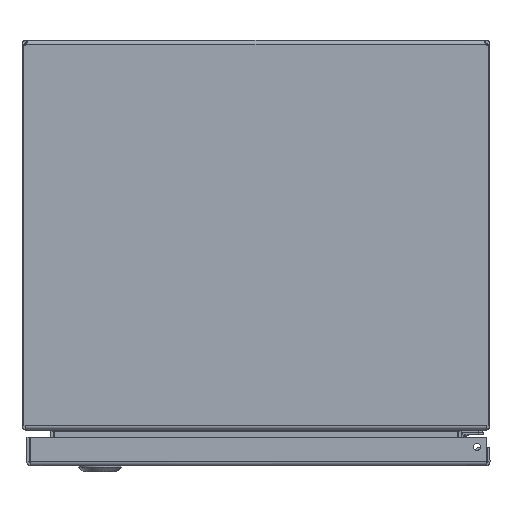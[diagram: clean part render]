
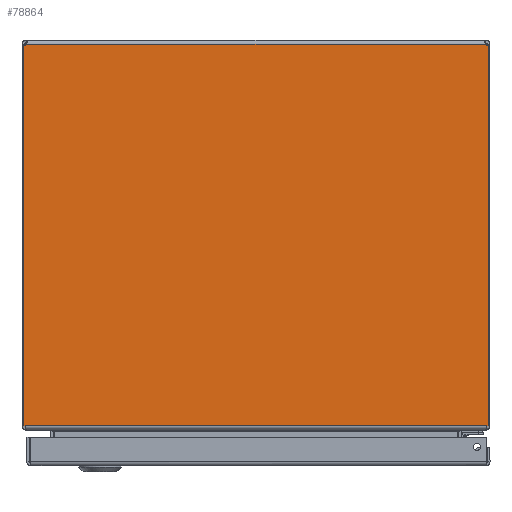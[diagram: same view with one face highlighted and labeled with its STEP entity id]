
A CAD part, front view. The second image highlights one B-rep face of the part: STEP entity #78864.
In plain terms, the highlighted planar face has unit normal (0, -1, 0).
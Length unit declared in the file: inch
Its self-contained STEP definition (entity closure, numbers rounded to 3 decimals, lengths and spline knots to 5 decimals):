
#1780 = CARTESIAN_POINT ( 'NONE',  ( 5.875, -0.125, 1.02275 ) ) ;
#1783 = VERTEX_POINT ( 'NONE', #11488 ) ;
#2171 = VERTEX_POINT ( 'NONE', #14017 ) ;
#2696 = VECTOR ( 'NONE', #63094, 39.37008 ) ;
#3362 = ORIENTED_EDGE ( 'NONE', *, *, #76433, .T. ) ;
#3523 = VECTOR ( 'NONE', #16776, 39.37008 ) ;
#4195 = VECTOR ( 'NONE', #50566, 39.37008 ) ;
#4573 = VECTOR ( 'NONE', #45330, 39.37008 ) ;
#5471 = CARTESIAN_POINT ( 'NONE',  ( 11.78995, -0.125, 1.02275 ) ) ;
#6578 = CIRCLE ( 'NONE', #81651, 0.07 ) ;
#6689 = CARTESIAN_POINT ( 'NONE',  ( 11.838, -0.125, 10.79005 ) ) ;
#7980 = VERTEX_POINT ( 'NONE', #60102 ) ;
#10459 = CARTESIAN_POINT ( 'NONE',  ( -0.03995, -0.125, 1.02275 ) ) ;
#11488 = CARTESIAN_POINT ( 'NONE',  ( -0.00777, -0.125, 10.81225 ) ) ;
#12295 = ORIENTED_EDGE ( 'NONE', *, *, #15018, .T. ) ;
#14017 = CARTESIAN_POINT ( 'NONE',  ( -0.088, -0.125, 1.02275 ) ) ;
#14722 = AXIS2_PLACEMENT_3D ( 'NONE', #48038, #73028, #79146 ) ;
#15018 = EDGE_CURVE ( 'NONE', #77676, #7980, #49553, .T. ) ;
#16333 = LINE ( 'NONE', #54444, #48024 ) ;
#16766 = AXIS2_PLACEMENT_3D ( 'NONE', #73568, #47460, #35553 ) ;
#16776 = DIRECTION ( 'NONE',  ( -1., 0., 0. ) ) ;
#19650 = LINE ( 'NONE', #1780, #48424 ) ;
#20395 = CARTESIAN_POINT ( 'NONE',  ( -0.088, -0.125, 10.81225 ) ) ;
#22209 = DIRECTION ( 'NONE',  ( 0., 0., -1. ) ) ;
#22795 = PLANE ( 'NONE',  #16766 ) ;
#23342 = LINE ( 'NONE', #20395, #4573 ) ;
#29895 = EDGE_CURVE ( 'NONE', #1783, #7980, #48758, .T. ) ;
#30747 = VERTEX_POINT ( 'NONE', #10459 ) ;
#33848 = ORIENTED_EDGE ( 'NONE', *, *, #29895, .F. ) ;
#34268 = ORIENTED_EDGE ( 'NONE', *, *, #57516, .F. ) ;
#35553 = DIRECTION ( 'NONE',  ( 0., 0., -1. ) ) ;
#36790 = VERTEX_POINT ( 'NONE', #5471 ) ;
#37205 = EDGE_LOOP ( 'NONE', ( #34268, #40940, #44610, #12295, #33848, #3362, #40348, #43344 ) ) ;
#39154 = EDGE_CURVE ( 'NONE', #55238, #36790, #19650, .T. ) ;
#40348 = ORIENTED_EDGE ( 'NONE', *, *, #60748, .F. ) ;
#40940 = ORIENTED_EDGE ( 'NONE', *, *, #39154, .F. ) ;
#43344 = ORIENTED_EDGE ( 'NONE', *, *, #51812, .F. ) ;
#44610 = ORIENTED_EDGE ( 'NONE', *, *, #71869, .F. ) ;
#45330 = DIRECTION ( 'NONE',  ( 0., 0., 1. ) ) ;
#46283 = FACE_OUTER_BOUND ( 'NONE', #37205, .T. ) ;
#47460 = DIRECTION ( 'NONE',  ( 0., 1., 0. ) ) ;
#48024 = VECTOR ( 'NONE', #22209, 39.37008 ) ;
#48038 = CARTESIAN_POINT ( 'NONE',  ( 11.81289, -0.125, 10.85539 ) ) ;
#48424 = VECTOR ( 'NONE', #58926, 39.37008 ) ;
#48758 = LINE ( 'NONE', #50303, #4195 ) ;
#49553 = CIRCLE ( 'NONE', #14722, 0.07 ) ;
#49743 = CARTESIAN_POINT ( 'NONE',  ( 5.875, -0.125, 1.02275 ) ) ;
#50303 = CARTESIAN_POINT ( 'NONE',  ( 11.75777, -0.125, 10.81225 ) ) ;
#50566 = DIRECTION ( 'NONE',  ( 1., 0., 0. ) ) ;
#51812 = EDGE_CURVE ( 'NONE', #30747, #2171, #68068, .T. ) ;
#52218 = LINE ( 'NONE', #81607, #2696 ) ;
#53640 = CARTESIAN_POINT ( 'NONE',  ( -0.088, -0.125, 10.79005 ) ) ;
#54444 = CARTESIAN_POINT ( 'NONE',  ( 11.838, -0.125, 10.81225 ) ) ;
#55238 = VERTEX_POINT ( 'NONE', #61218 ) ;
#57516 = EDGE_CURVE ( 'NONE', #36790, #30747, #52218, .T. ) ;
#58926 = DIRECTION ( 'NONE',  ( -1., 0., 0. ) ) ;
#60102 = CARTESIAN_POINT ( 'NONE',  ( 11.75777, -0.125, 10.81225 ) ) ;
#60748 = EDGE_CURVE ( 'NONE', #2171, #75826, #23342, .T. ) ;
#61218 = CARTESIAN_POINT ( 'NONE',  ( 11.838, -0.125, 1.02275 ) ) ;
#62401 = DIRECTION ( 'NONE',  ( 0., 0., 1. ) ) ;
#63094 = DIRECTION ( 'NONE',  ( -1., 0., 0. ) ) ;
#68068 = LINE ( 'NONE', #49743, #3523 ) ;
#71869 = EDGE_CURVE ( 'NONE', #77676, #55238, #16333, .T. ) ;
#73028 = DIRECTION ( 'NONE',  ( 0., 1., 0. ) ) ;
#73568 = CARTESIAN_POINT ( 'NONE',  ( 5.875, -0.125, 5.90801 ) ) ;
#75826 = VERTEX_POINT ( 'NONE', #53640 ) ;
#76433 = EDGE_CURVE ( 'NONE', #1783, #75826, #6578, .T. ) ;
#77676 = VERTEX_POINT ( 'NONE', #6689 ) ;
#78864 = ADVANCED_FACE ( 'NONE', ( #46283 ), #22795, .F. ) ;
#79146 = DIRECTION ( 'NONE',  ( 0., 0., 1. ) ) ;
#81175 = DIRECTION ( 'NONE',  ( 0., 1., 0. ) ) ;
#81607 = CARTESIAN_POINT ( 'NONE',  ( 5.875, -0.125, 1.02275 ) ) ;
#81651 = AXIS2_PLACEMENT_3D ( 'NONE', #82249, #81175, #62401 ) ;
#82249 = CARTESIAN_POINT ( 'NONE',  ( -0.06289, -0.125, 10.85539 ) ) ;
